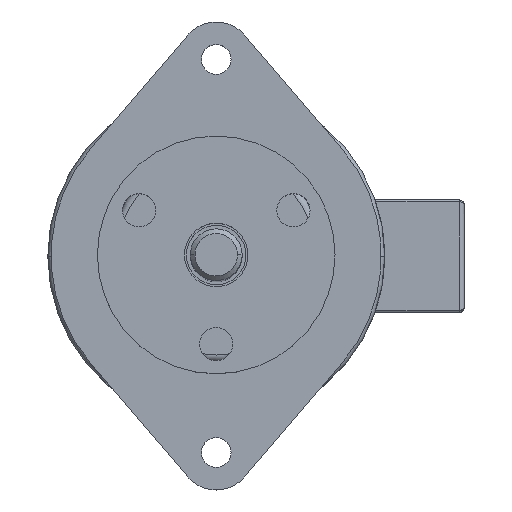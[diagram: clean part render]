
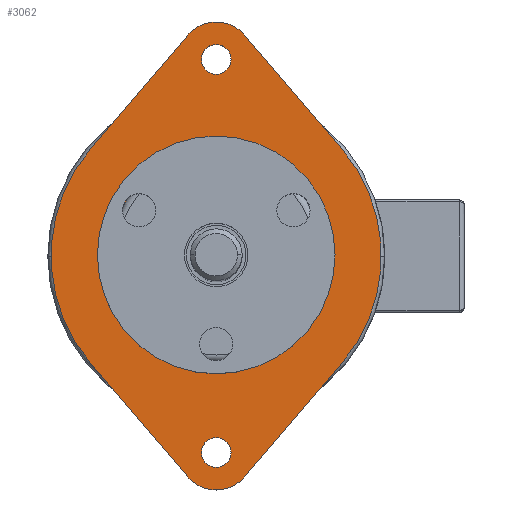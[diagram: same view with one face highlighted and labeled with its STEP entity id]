
A CAD part, top view. The second image highlights one B-rep face of the part: STEP entity #3062.
In plain terms, the highlighted face is planar.
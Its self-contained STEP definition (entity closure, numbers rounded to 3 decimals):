
#46 = ORIENTED_EDGE ( 'NONE', *, *, #850, .T. ) ;
#77 = CARTESIAN_POINT ( 'NONE',  ( 7.4, -21.005, 0. ) ) ;
#103 = DIRECTION ( 'NONE',  ( 0., 1., 0. ) ) ;
#116 = DIRECTION ( 'NONE',  ( 0., 1., 0. ) ) ;
#126 = VERTEX_POINT ( 'NONE', #746 ) ;
#131 = DIRECTION ( 'NONE',  ( -1., 0., 0. ) ) ;
#175 = PLANE ( 'NONE',  #4308 ) ;
#200 = EDGE_CURVE ( 'NONE', #2849, #548, #3730, .T. ) ;
#210 = CIRCLE ( 'NONE', #3071, 11.3 ) ;
#231 = VERTEX_POINT ( 'NONE', #4467 ) ;
#242 = CARTESIAN_POINT ( 'NONE',  ( 7.4, -21.005, 0. ) ) ;
#287 = VERTEX_POINT ( 'NONE', #2576 ) ;
#305 = CARTESIAN_POINT ( 'NONE',  ( 7.4, 11.47, 13.415 ) ) ;
#329 = EDGE_CURVE ( 'NONE', #231, #4339, #1231, .T. ) ;
#347 = CARTESIAN_POINT ( 'NONE',  ( 7.4, -11.47, 13.415 ) ) ;
#395 = DIRECTION ( 'NONE',  ( 0., -0.76, 0.65 ) ) ;
#404 = DIRECTION ( 'NONE',  ( 0., 0.76, 0.65 ) ) ;
#413 = VERTEX_POINT ( 'NONE', #305 ) ;
#459 = VERTEX_POINT ( 'NONE', #4673 ) ;
#501 = AXIS2_PLACEMENT_3D ( 'NONE', #1198, #131, #4531 ) ;
#548 = VERTEX_POINT ( 'NONE', #347 ) ;
#555 = ORIENTED_EDGE ( 'NONE', *, *, #1332, .T. ) ;
#569 = CARTESIAN_POINT ( 'NONE',  ( 7.4, 0., 0. ) ) ;
#592 = ORIENTED_EDGE ( 'NONE', *, *, #4468, .T. ) ;
#604 = DIRECTION ( 'NONE',  ( 0., 1., 0. ) ) ;
#668 = EDGE_LOOP ( 'NONE', ( #555, #2239, #4284, #592, #4214, #4579, #1600, #4480, #46 ) ) ;
#684 = EDGE_CURVE ( 'NONE', #287, #231, #2885, .T. ) ;
#737 = CARTESIAN_POINT ( 'NONE',  ( 7.4, 0., 0. ) ) ;
#746 = CARTESIAN_POINT ( 'NONE',  ( 7.4, -23.604, -3.04 ) ) ;
#850 = EDGE_CURVE ( 'NONE', #3761, #126, #1117, .T. ) ;
#895 = FACE_BOUND ( 'NONE', #3675, .T. ) ;
#1017 = DIRECTION ( 'NONE',  ( -1., 0., 0. ) ) ;
#1117 = LINE ( 'NONE', #3335, #2888 ) ;
#1143 = AXIS2_PLACEMENT_3D ( 'NONE', #1251, #2699, #3100 ) ;
#1170 = EDGE_LOOP ( 'NONE', ( #1475, #3763 ) ) ;
#1198 = CARTESIAN_POINT ( 'NONE',  ( 7.4, 21.005, 0. ) ) ;
#1231 = LINE ( 'NONE', #1959, #4267 ) ;
#1251 = CARTESIAN_POINT ( 'NONE',  ( 7.4, 0., 0. ) ) ;
#1263 = FACE_BOUND ( 'NONE', #1170, .T. ) ;
#1281 = VERTEX_POINT ( 'NONE', #2336 ) ;
#1296 = CIRCLE ( 'NONE', #1371, 1.59 ) ;
#1326 = CARTESIAN_POINT ( 'NONE',  ( 7.4, -22.595, 0. ) ) ;
#1332 = EDGE_CURVE ( 'NONE', #126, #2849, #4674, .T. ) ;
#1371 = AXIS2_PLACEMENT_3D ( 'NONE', #2430, #1525, #3202 ) ;
#1373 = DIRECTION ( 'NONE',  ( 0., -1., 0. ) ) ;
#1475 = ORIENTED_EDGE ( 'NONE', *, *, #3388, .F. ) ;
#1504 = EDGE_CURVE ( 'NONE', #1975, #287, #2970, .T. ) ;
#1525 = DIRECTION ( 'NONE',  ( -1., 0., 0. ) ) ;
#1538 = CARTESIAN_POINT ( 'NONE',  ( 7.4, -23.604, 3.04 ) ) ;
#1600 = ORIENTED_EDGE ( 'NONE', *, *, #329, .T. ) ;
#1645 = CARTESIAN_POINT ( 'NONE',  ( 7.4, -21.005, 0. ) ) ;
#1757 = CIRCLE ( 'NONE', #2367, 1.59 ) ;
#1852 = CARTESIAN_POINT ( 'NONE',  ( 7.4, 21.005, 0. ) ) ;
#1854 = VECTOR ( 'NONE', #4149, 1000. ) ;
#1912 = DIRECTION ( 'NONE',  ( -1., 0., 0. ) ) ;
#1959 = CARTESIAN_POINT ( 'NONE',  ( 7.4, 23.604, -3.04 ) ) ;
#1975 = VERTEX_POINT ( 'NONE', #2256 ) ;
#2008 = ORIENTED_EDGE ( 'NONE', *, *, #2973, .F. ) ;
#2021 = EDGE_CURVE ( 'NONE', #2555, #459, #4216, .T. ) ;
#2088 = CARTESIAN_POINT ( 'NONE',  ( 7.4, 21.005, 0. ) ) ;
#2236 = EDGE_CURVE ( 'NONE', #4411, #2248, #1757, .T. ) ;
#2239 = ORIENTED_EDGE ( 'NONE', *, *, #200, .T. ) ;
#2248 = VERTEX_POINT ( 'NONE', #2480 ) ;
#2249 = DIRECTION ( 'NONE',  ( -1., 0., 0. ) ) ;
#2256 = CARTESIAN_POINT ( 'NONE',  ( 7.4, 23.604, 3.04 ) ) ;
#2336 = CARTESIAN_POINT ( 'NONE',  ( 7.4, -19.415, 0. ) ) ;
#2343 = CARTESIAN_POINT ( 'NONE',  ( 7.4, 0., 0. ) ) ;
#2367 = AXIS2_PLACEMENT_3D ( 'NONE', #2088, #1017, #1373 ) ;
#2369 = FACE_OUTER_BOUND ( 'NONE', #668, .T. ) ;
#2430 = CARTESIAN_POINT ( 'NONE',  ( 7.4, -21.005, 0. ) ) ;
#2480 = CARTESIAN_POINT ( 'NONE',  ( 7.4, 22.595, 0. ) ) ;
#2555 = VERTEX_POINT ( 'NONE', #3019 ) ;
#2568 = EDGE_CURVE ( 'NONE', #548, #413, #3227, .T. ) ;
#2576 = CARTESIAN_POINT ( 'NONE',  ( 7.4, 25.005, 0. ) ) ;
#2584 = CARTESIAN_POINT ( 'NONE',  ( 7.4, 11.47, -13.415 ) ) ;
#2662 = DIRECTION ( 'NONE',  ( -1., 0., 0. ) ) ;
#2699 = DIRECTION ( 'NONE',  ( -1., 0., 0. ) ) ;
#2754 = CIRCLE ( 'NONE', #3368, 1.59 ) ;
#2763 = CIRCLE ( 'NONE', #2900, 1.59 ) ;
#2769 = EDGE_LOOP ( 'NONE', ( #4703, #4108 ) ) ;
#2849 = VERTEX_POINT ( 'NONE', #4021 ) ;
#2850 = AXIS2_PLACEMENT_3D ( 'NONE', #737, #3654, #2877 ) ;
#2877 = DIRECTION ( 'NONE',  ( 0., -1., 0. ) ) ;
#2885 = CIRCLE ( 'NONE', #3736, 4. ) ;
#2886 = EDGE_CURVE ( 'NONE', #2248, #4411, #2763, .T. ) ;
#2888 = VECTOR ( 'NONE', #395, 1000. ) ;
#2899 = DIRECTION ( 'NONE',  ( 0., -1., 0. ) ) ;
#2900 = AXIS2_PLACEMENT_3D ( 'NONE', #1852, #2249, #2899 ) ;
#2970 = CIRCLE ( 'NONE', #501, 4. ) ;
#2973 = EDGE_CURVE ( 'NONE', #459, #2555, #210, .T. ) ;
#2980 = AXIS2_PLACEMENT_3D ( 'NONE', #569, #4188, #116 ) ;
#3019 = CARTESIAN_POINT ( 'NONE',  ( 7.4, 0., -11.3 ) ) ;
#3031 = LINE ( 'NONE', #4516, #1854 ) ;
#3039 = CARTESIAN_POINT ( 'NONE',  ( 7.4, 21.005, 0. ) ) ;
#3062 = ADVANCED_FACE ( 'NONE', ( #1263, #4197, #895, #2369 ), #175, .F. ) ;
#3071 = AXIS2_PLACEMENT_3D ( 'NONE', #2343, #1912, #103 ) ;
#3100 = DIRECTION ( 'NONE',  ( 0., -1., 0. ) ) ;
#3114 = DIRECTION ( 'NONE',  ( 1., 0., 0. ) ) ;
#3161 = DIRECTION ( 'NONE',  ( 0., -1., 0. ) ) ;
#3163 = DIRECTION ( 'NONE',  ( -1., 0., 0. ) ) ;
#3202 = DIRECTION ( 'NONE',  ( 0., -1., 0. ) ) ;
#3227 = CIRCLE ( 'NONE', #1143, 17.65 ) ;
#3335 = CARTESIAN_POINT ( 'NONE',  ( 7.4, -23.604, -3.04 ) ) ;
#3336 = EDGE_CURVE ( 'NONE', #1281, #3746, #2754, .T. ) ;
#3368 = AXIS2_PLACEMENT_3D ( 'NONE', #77, #4635, #3161 ) ;
#3388 = EDGE_CURVE ( 'NONE', #3746, #1281, #1296, .T. ) ;
#3612 = CARTESIAN_POINT ( 'NONE',  ( 7.4, -11.47, -13.415 ) ) ;
#3649 = VECTOR ( 'NONE', #404, 1000. ) ;
#3654 = DIRECTION ( 'NONE',  ( -1., 0., 0. ) ) ;
#3675 = EDGE_LOOP ( 'NONE', ( #4669, #2008 ) ) ;
#3695 = CIRCLE ( 'NONE', #2850, 17.65 ) ;
#3730 = LINE ( 'NONE', #1538, #3649 ) ;
#3736 = AXIS2_PLACEMENT_3D ( 'NONE', #3039, #2662, #4161 ) ;
#3746 = VERTEX_POINT ( 'NONE', #1326 ) ;
#3761 = VERTEX_POINT ( 'NONE', #3612 ) ;
#3763 = ORIENTED_EDGE ( 'NONE', *, *, #3336, .F. ) ;
#3852 = DIRECTION ( 'NONE',  ( 0., -0.76, -0.65 ) ) ;
#3893 = DIRECTION ( 'NONE',  ( 0., 1., 0. ) ) ;
#4021 = CARTESIAN_POINT ( 'NONE',  ( 7.4, -23.604, 3.04 ) ) ;
#4108 = ORIENTED_EDGE ( 'NONE', *, *, #2886, .F. ) ;
#4149 = DIRECTION ( 'NONE',  ( 0., 0.76, -0.65 ) ) ;
#4161 = DIRECTION ( 'NONE',  ( 0., -1., 0. ) ) ;
#4188 = DIRECTION ( 'NONE',  ( -1., 0., 0. ) ) ;
#4197 = FACE_BOUND ( 'NONE', #2769, .T. ) ;
#4214 = ORIENTED_EDGE ( 'NONE', *, *, #1504, .T. ) ;
#4216 = CIRCLE ( 'NONE', #2980, 11.3 ) ;
#4267 = VECTOR ( 'NONE', #3852, 1000. ) ;
#4284 = ORIENTED_EDGE ( 'NONE', *, *, #2568, .T. ) ;
#4308 = AXIS2_PLACEMENT_3D ( 'NONE', #1645, #3114, #3893 ) ;
#4339 = VERTEX_POINT ( 'NONE', #2584 ) ;
#4411 = VERTEX_POINT ( 'NONE', #4495 ) ;
#4467 = CARTESIAN_POINT ( 'NONE',  ( 7.4, 23.604, -3.04 ) ) ;
#4468 = EDGE_CURVE ( 'NONE', #413, #1975, #3031, .T. ) ;
#4480 = ORIENTED_EDGE ( 'NONE', *, *, #4515, .T. ) ;
#4495 = CARTESIAN_POINT ( 'NONE',  ( 7.4, 19.415, 0. ) ) ;
#4515 = EDGE_CURVE ( 'NONE', #4339, #3761, #3695, .T. ) ;
#4516 = CARTESIAN_POINT ( 'NONE',  ( 7.4, 23.604, 3.04 ) ) ;
#4531 = DIRECTION ( 'NONE',  ( 0., -1., 0. ) ) ;
#4579 = ORIENTED_EDGE ( 'NONE', *, *, #684, .T. ) ;
#4598 = AXIS2_PLACEMENT_3D ( 'NONE', #242, #3163, #604 ) ;
#4635 = DIRECTION ( 'NONE',  ( -1., 0., 0. ) ) ;
#4669 = ORIENTED_EDGE ( 'NONE', *, *, #2021, .F. ) ;
#4673 = CARTESIAN_POINT ( 'NONE',  ( 7.4, 0., 11.3 ) ) ;
#4674 = CIRCLE ( 'NONE', #4598, 4. ) ;
#4703 = ORIENTED_EDGE ( 'NONE', *, *, #2236, .F. ) ;
